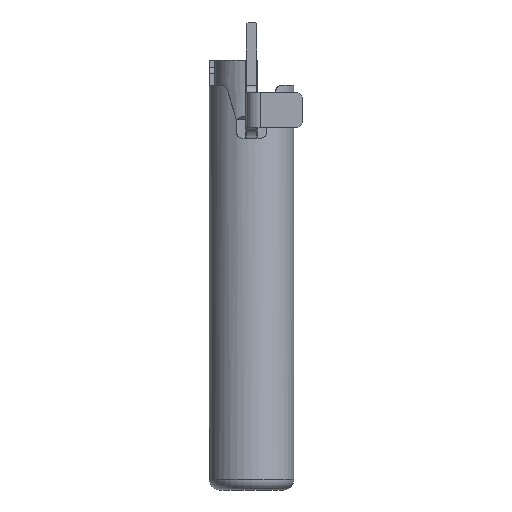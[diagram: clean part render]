
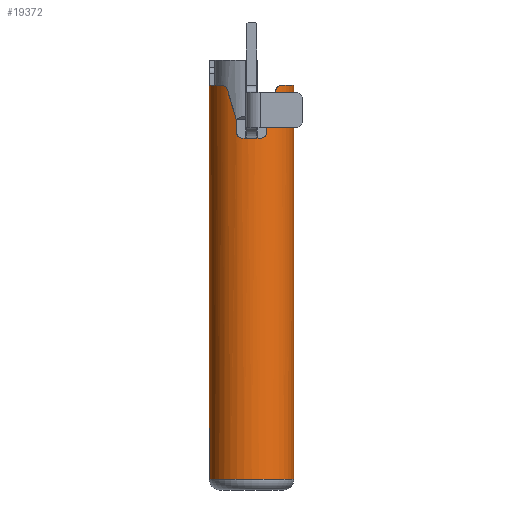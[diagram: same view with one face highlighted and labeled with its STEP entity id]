
A CAD part, left-side view. The second image highlights one B-rep face of the part: STEP entity #19372.
In plain terms, the highlighted cylindrical face has radius 1.2 mm (diameter 2.4 mm), a partial arc.
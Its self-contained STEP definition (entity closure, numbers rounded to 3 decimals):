
#4038=DIRECTION('',(0.,0.,1.));
#4039=VECTOR('',#4038,11.2);
#4040=CARTESIAN_POINT('',(-2.925,1.23,-8.777));
#4041=LINE('',#4040,#4039);
#4545=CARTESIAN_POINT('',(-2.925,0.03,2.423));
#4546=DIRECTION('',(0.,0.,-1.));
#4547=DIRECTION('',(0.,-1.,0.));
#4548=AXIS2_PLACEMENT_3D('',#4545,#4546,#4547);
#4560=CARTESIAN_POINT('',(-2.925,0.03,2.423));
#4561=DIRECTION('',(0.,0.,-1.));
#4562=DIRECTION('',(-0.698,0.716,0.));
#4563=AXIS2_PLACEMENT_3D('',#4560,#4561,#4562);
#4913=CARTESIAN_POINT('',(-4.093,0.305,0.923));
#4914=CARTESIAN_POINT('',(-4.09,0.318,0.923));
#4915=CARTESIAN_POINT('',(-4.083,0.345,
0.927));
#4916=CARTESIAN_POINT('',(-4.072,0.382,
0.943));
#4917=CARTESIAN_POINT('',(-4.062,0.414,
0.968));
#4918=CARTESIAN_POINT('',(-4.054,0.438,
1.));
#4919=CARTESIAN_POINT('',(-4.048,0.452,
1.036));
#4920=CARTESIAN_POINT('',(-4.047,0.455,1.061));
#4921=CARTESIAN_POINT('',(-4.047,0.455,1.073));
#4939=CARTESIAN_POINT('',(-3.762,-0.83,2.423));
#4940=CARTESIAN_POINT('',(-3.78,-0.812,2.423));
#4941=CARTESIAN_POINT('',(-3.812,-0.779,
2.419));
#4942=CARTESIAN_POINT('',(-3.85,-0.734,
2.399));
#4943=CARTESIAN_POINT('',(-3.879,-0.698,
2.369));
#4944=CARTESIAN_POINT('',(-3.898,-0.672,
2.334));
#4945=CARTESIAN_POINT('',(-3.906,-0.661,
2.308));
#4946=CARTESIAN_POINT('',(-3.909,-0.657,
2.294));
#4951=CARTESIAN_POINT('',(-2.925,0.03,-8.777));
#4952=DIRECTION('',(0.,0.,-1.));
#4953=DIRECTION('',(0.,-1.,0.));
#4954=AXIS2_PLACEMENT_3D('',#4951,#4952,#4953);
#4959=CARTESIAN_POINT('',(-3.909,0.717,
2.294));
#4960=CARTESIAN_POINT('',(-3.906,0.721,
2.308));
#4961=CARTESIAN_POINT('',(-3.898,0.732,
2.334));
#4962=CARTESIAN_POINT('',(-3.879,0.758,
2.369));
#4963=CARTESIAN_POINT('',(-3.85,0.794,
2.399));
#4964=CARTESIAN_POINT('',(-3.812,0.839,
2.419));
#4965=CARTESIAN_POINT('',(-3.78,0.872,2.423));
#4966=CARTESIAN_POINT('',(-3.762,0.89,2.423));
#4971=CARTESIAN_POINT('',(-3.909,0.717,
2.294));
#4972=CARTESIAN_POINT('',(-3.967,0.634,
2.013));
#4973=CARTESIAN_POINT('',(-4.01,0.551,
1.73));
#4974=CARTESIAN_POINT('',(-4.043,0.467,
1.445));
#4979=CARTESIAN_POINT('',(-4.047,0.455,1.36));
#4980=CARTESIAN_POINT('',(-4.047,0.455,1.37));
#4981=CARTESIAN_POINT('',(-4.047,0.456,
1.389));
#4982=CARTESIAN_POINT('',(-4.045,0.46,
1.417));
#4983=CARTESIAN_POINT('',(-4.044,0.464,
1.436));
#4984=CARTESIAN_POINT('',(-4.043,0.467,
1.445));
#4989=DIRECTION('',(0.,0.,1.));
#4990=VECTOR('',#4989,0.287);
#4991=CARTESIAN_POINT('',(-4.047,0.455,1.073));
#4992=LINE('',#4991,#4990);
#4996=CARTESIAN_POINT('',(-2.925,0.03,0.923));
#4997=DIRECTION('',(0.,0.,1.));
#4998=DIRECTION('',(-0.973,0.229,0.));
#4999=AXIS2_PLACEMENT_3D('',#4996,#4997,#4998);
#5004=DIRECTION('',(0.,0.,1.));
#5005=VECTOR('',#5004,0.287);
#5006=CARTESIAN_POINT('',(-4.047,-0.395,1.073));
#5007=LINE('',#5006,#5005);
#5011=CARTESIAN_POINT('',(-4.043,-0.407,
1.445));
#5012=CARTESIAN_POINT('',(-4.044,-0.404,
1.436));
#5013=CARTESIAN_POINT('',(-4.045,-0.4,
1.417));
#5014=CARTESIAN_POINT('',(-4.047,-0.396,
1.389));
#5015=CARTESIAN_POINT('',(-4.047,-0.395,1.37));
#5016=CARTESIAN_POINT('',(-4.047,-0.395,1.36));
#5021=CARTESIAN_POINT('',(-4.043,-0.407,
1.445));
#5022=CARTESIAN_POINT('',(-4.01,-0.491,
1.73));
#5023=CARTESIAN_POINT('',(-3.967,-0.574,
2.013));
#5024=CARTESIAN_POINT('',(-3.909,-0.657,
2.294));
#5852=DIRECTION('',(0.,0.,1.));
#5853=VECTOR('',#5852,11.2);
#5854=CARTESIAN_POINT('',(-2.925,-1.17,-8.777));
#5855=LINE('',#5854,#5853);
#8854=CARTESIAN_POINT('',(-4.047,-0.395,1.073));
#8855=CARTESIAN_POINT('',(-4.047,-0.395,1.061));
#8856=CARTESIAN_POINT('',(-4.048,-0.392,
1.036));
#8857=CARTESIAN_POINT('',(-4.054,-0.378,
1.));
#8858=CARTESIAN_POINT('',(-4.062,-0.354,
0.968));
#8859=CARTESIAN_POINT('',(-4.072,-0.322,
0.943));
#8860=CARTESIAN_POINT('',(-4.083,-0.285,
0.927));
#8861=CARTESIAN_POINT('',(-4.09,-0.258,0.923));
#8862=CARTESIAN_POINT('',(-4.093,-0.245,0.923));
#13593=CARTESIAN_POINT('',(-2.925,-1.17,-8.777));
#13594=CARTESIAN_POINT('',(-2.925,1.23,-8.777));
#13595=VERTEX_POINT('',#13593);
#13596=VERTEX_POINT('',#13594);
#13597=CARTESIAN_POINT('',(-2.925,-1.17,2.423));
#13598=VERTEX_POINT('',#13597);
#13599=CARTESIAN_POINT('',(-2.925,1.23,2.423));
#13600=VERTEX_POINT('',#13599);
#13669=CARTESIAN_POINT('',(-4.047,-0.395,1.073));
#13671=VERTEX_POINT('',#13669);
#13673=CARTESIAN_POINT('',(-4.047,0.455,1.073));
#13675=VERTEX_POINT('',#13673);
#13677=CARTESIAN_POINT('',(-4.093,0.305,0.923));
#13678=CARTESIAN_POINT('',(-4.093,-0.245,0.923));
#13679=VERTEX_POINT('',#13677);
#13680=VERTEX_POINT('',#13678);
#13729=VERTEX_POINT('',#5011);
#13730=VERTEX_POINT('',#5016);
#13734=VERTEX_POINT('',#4979);
#13735=VERTEX_POINT('',#4984);
#13754=VERTEX_POINT('',#4939);
#13755=VERTEX_POINT('',#4946);
#13759=VERTEX_POINT('',#4959);
#13760=VERTEX_POINT('',#4966);
#19338=CARTESIAN_POINT('',(-2.925,0.03,-24.068));
#19339=DIRECTION('',(0.,0.,1.));
#19340=DIRECTION('',(0.,1.,0.));
#19341=AXIS2_PLACEMENT_3D('',#19338,#19339,#19340);
#19342=CYLINDRICAL_SURFACE('',#19341,1.2);
#19344=ORIENTED_EDGE('',*,*,#19343,.F.);
#19345=ORIENTED_EDGE('',*,*,#19073,.F.);
#19347=ORIENTED_EDGE('',*,*,#19346,.F.);
#19349=ORIENTED_EDGE('',*,*,#19348,.T.);
#19350=ORIENTED_EDGE('',*,*,#18697,.T.);
#19351=ORIENTED_EDGE('',*,*,#19085,.F.);
#19353=ORIENTED_EDGE('',*,*,#19352,.F.);
#19355=ORIENTED_EDGE('',*,*,#19354,.T.);
#19357=ORIENTED_EDGE('',*,*,#19356,.F.);
#19359=ORIENTED_EDGE('',*,*,#19358,.F.);
#19360=ORIENTED_EDGE('',*,*,#19330,.F.);
#19361=ORIENTED_EDGE('',*,*,#17998,.T.);
#19363=ORIENTED_EDGE('',*,*,#19362,.F.);
#19365=ORIENTED_EDGE('',*,*,#19364,.T.);
#19367=ORIENTED_EDGE('',*,*,#19366,.F.);
#19369=ORIENTED_EDGE('',*,*,#19368,.T.);
#19370=EDGE_LOOP('',(#19344,#19345,#19347,#19349,#19350,#19351,#19353,#19355,
#19357,#19359,#19360,#19361,#19363,#19365,#19367,#19369));
#19371=FACE_OUTER_BOUND('',#19370,.F.);
#4549=CIRCLE('',#4548,1.2);
#4564=CIRCLE('',#4563,1.2);
#4922=B_SPLINE_CURVE_WITH_KNOTS('',3,(#4913,#4914,#4915,#4916,#4917,#4918,#4919,
#4920,#4921),.UNSPECIFIED.,.F.,.F.,(4,1,1,1,1,1,4),(0.,0.167,
0.333,0.5,0.667,0.833,1.),
.UNSPECIFIED.);
#4947=B_SPLINE_CURVE_WITH_KNOTS('',3,(#4939,#4940,#4941,#4942,#4943,#4944,#4945,
#4946),.UNSPECIFIED.,.F.,.F.,(4,1,1,1,1,4),(0.,0.2,0.4,0.6,0.8,1.),
.UNSPECIFIED.);
#4955=CIRCLE('',#4954,1.2);
#4967=B_SPLINE_CURVE_WITH_KNOTS('',3,(#4959,#4960,#4961,#4962,#4963,#4964,#4965,
#4966),.UNSPECIFIED.,.F.,.F.,(4,1,1,1,1,4),(0.,0.2,0.4,0.6,0.8,1.),
.UNSPECIFIED.);
#4975=B_SPLINE_CURVE_WITH_KNOTS('',3,(#4971,#4972,#4973,#4974),.UNSPECIFIED.,
.F.,.F.,(4,4),(0.,1.),.UNSPECIFIED.);
#4985=B_SPLINE_CURVE_WITH_KNOTS('',3,(#4979,#4980,#4981,#4982,#4983,#4984),
.UNSPECIFIED.,.F.,.F.,(4,1,1,4),(0.,0.333,0.667,1.),
.UNSPECIFIED.);
#5000=CIRCLE('',#4999,1.2);
#5017=B_SPLINE_CURVE_WITH_KNOTS('',3,(#5011,#5012,#5013,#5014,#5015,#5016),
.UNSPECIFIED.,.F.,.F.,(4,1,1,4),(0.,0.333,0.667,1.),
.UNSPECIFIED.);
#5025=B_SPLINE_CURVE_WITH_KNOTS('',3,(#5021,#5022,#5023,#5024),.UNSPECIFIED.,
.F.,.F.,(4,4),(0.,1.),.UNSPECIFIED.);
#8863=B_SPLINE_CURVE_WITH_KNOTS('',3,(#8854,#8855,#8856,#8857,#8858,#8859,#8860,
#8861,#8862),.UNSPECIFIED.,.F.,.F.,(4,1,1,1,1,1,4),(0.,0.167,
0.333,0.5,0.667,0.833,1.),
.UNSPECIFIED.);
#17998=EDGE_CURVE('',#13679,#13680,#5000,.T.);
#18697=EDGE_CURVE('',#13596,#13600,#4041,.T.);
#19073=EDGE_CURVE('',#13598,#13754,#4549,.T.);
#19085=EDGE_CURVE('',#13760,#13600,#4564,.T.);
#19330=EDGE_CURVE('',#13679,#13675,#4922,.T.);
#19343=EDGE_CURVE('',#13754,#13755,#4947,.T.);
#19346=EDGE_CURVE('',#13595,#13598,#5855,.T.);
#19348=EDGE_CURVE('',#13595,#13596,#4955,.T.);
#19352=EDGE_CURVE('',#13759,#13760,#4967,.T.);
#19354=EDGE_CURVE('',#13759,#13735,#4975,.T.);
#19356=EDGE_CURVE('',#13734,#13735,#4985,.T.);
#19358=EDGE_CURVE('',#13675,#13734,#4992,.T.);
#19362=EDGE_CURVE('',#13671,#13680,#8863,.T.);
#19364=EDGE_CURVE('',#13671,#13730,#5007,.T.);
#19366=EDGE_CURVE('',#13729,#13730,#5017,.T.);
#19368=EDGE_CURVE('',#13729,#13755,#5025,.T.);
#19372=ADVANCED_FACE('',(#19371),#19342,.T.);
